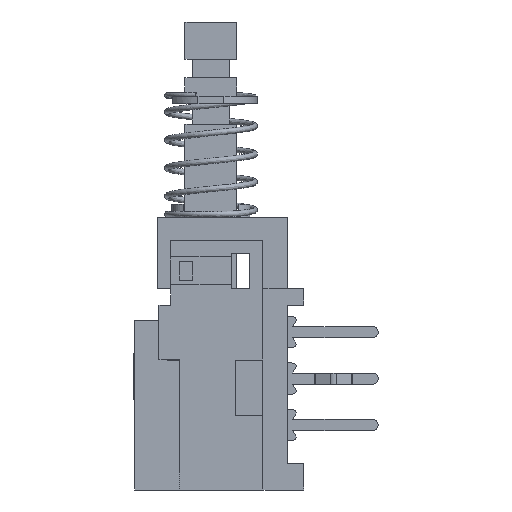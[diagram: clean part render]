
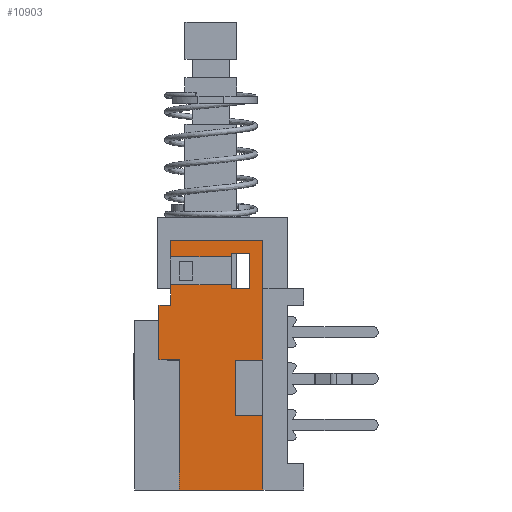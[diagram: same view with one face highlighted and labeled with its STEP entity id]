
A CAD part, left-side view. The second image highlights one B-rep face of the part: STEP entity #10903.
In plain terms, the highlighted planar face has unit normal (-1, 0, 0).
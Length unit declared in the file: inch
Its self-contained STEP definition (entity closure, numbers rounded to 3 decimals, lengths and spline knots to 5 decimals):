
#4036=CARTESIAN_POINT('',(-0.1437,0.08547,-0.12992));
#4037=VERTEX_POINT('',#4036);
#4044=CARTESIAN_POINT('',(-0.1437,-0.04331,-0.12992));
#4045=VERTEX_POINT('',#4044);
#4046=CARTESIAN_POINT('',(-0.1437,-0.04331,-0.12992));
#4047=DIRECTION('',(0.0,1.0,0.0));
#4048=VECTOR('',#4047,0.12878);
#4049=LINE('',#4046,#4048);
#4050=EDGE_CURVE('',#4045,#4037,#4049,.T.);
#4266=CARTESIAN_POINT('',(-0.1437,-0.11024,-0.03543));
#4267=VERTEX_POINT('',#4266);
#4274=CARTESIAN_POINT('',(-0.1437,-0.11024,-0.28937));
#4275=VERTEX_POINT('',#4274);
#4276=CARTESIAN_POINT('',(-0.1437,-0.11024,-0.28937));
#4277=DIRECTION('',(0.0,0.0,1.0));
#4278=VECTOR('',#4277,0.25394);
#4279=LINE('',#4276,#4278);
#4280=EDGE_CURVE('',#4275,#4267,#4279,.T.);
#4298=CARTESIAN_POINT('',(-0.1437,-0.11024,-0.40748));
#4299=VERTEX_POINT('',#4298);
#4306=CARTESIAN_POINT('',(-0.1437,-0.11024,-0.56496));
#4307=VERTEX_POINT('',#4306);
#4308=CARTESIAN_POINT('',(-0.1437,-0.11024,-0.56496));
#4309=DIRECTION('',(0.0,0.0,1.0));
#4310=VECTOR('',#4309,0.15748);
#4311=LINE('',#4308,#4310);
#4312=EDGE_CURVE('',#4307,#4299,#4311,.T.);
#4469=CARTESIAN_POINT('',(-0.1437,0.08547,-0.17323));
#4470=VERTEX_POINT('',#4469);
#4477=CARTESIAN_POINT('',(-0.1437,0.08547,-0.12992));
#4478=DIRECTION('',(0.0,0.0,-1.0));
#4479=VECTOR('',#4478,0.04331);
#4480=LINE('',#4477,#4479);
#4481=EDGE_CURVE('',#4037,#4470,#4480,.T.);
#4677=CARTESIAN_POINT('',(-0.1437,-0.04331,-0.06299));
#4678=VERTEX_POINT('',#4677);
#4687=CARTESIAN_POINT('',(-0.1437,-0.04331,-0.07087));
#4688=VERTEX_POINT('',#4687);
#4689=CARTESIAN_POINT('',(-0.1437,-0.04331,-0.07087));
#4690=DIRECTION('',(0.0,0.0,1.0));
#4691=VECTOR('',#4690,0.00787);
#4692=LINE('',#4689,#4691);
#4693=EDGE_CURVE('',#4688,#4678,#4692,.T.);
#4703=CARTESIAN_POINT('',(-0.1437,-0.04331,-0.1378));
#4704=VERTEX_POINT('',#4703);
#4705=CARTESIAN_POINT('',(-0.1437,-0.04331,-0.1378));
#4706=DIRECTION('',(0.0,0.0,1.0));
#4707=VECTOR('',#4706,0.00787);
#4708=LINE('',#4705,#4707);
#4709=EDGE_CURVE('',#4704,#4045,#4708,.T.);
#5028=CARTESIAN_POINT('',(-0.1437,-0.08268,-0.1378));
#5029=VERTEX_POINT('',#5028);
#5043=CARTESIAN_POINT('',(-0.1437,-0.08268,-0.1378));
#5044=DIRECTION('',(0.0,1.0,0.0));
#5045=VECTOR('',#5044,0.03937);
#5046=LINE('',#5043,#5045);
#5047=EDGE_CURVE('',#5029,#4704,#5046,.T.);
#5088=CARTESIAN_POINT('',(-0.1437,0.11024,-0.17323));
#5089=VERTEX_POINT('',#5088);
#5098=CARTESIAN_POINT('',(-0.1437,0.08547,-0.17323));
#5099=DIRECTION('',(0.0,1.0,0.0));
#5100=VECTOR('',#5099,0.02476);
#5101=LINE('',#5098,#5100);
#5102=EDGE_CURVE('',#4470,#5089,#5101,.T.);
#5151=CARTESIAN_POINT('',(-0.1437,0.08547,-0.07087));
#5152=VERTEX_POINT('',#5151);
#5159=CARTESIAN_POINT('',(-0.1437,0.08547,-0.03543));
#5160=VERTEX_POINT('',#5159);
#5161=CARTESIAN_POINT('',(-0.1437,0.08547,-0.07087));
#5162=DIRECTION('',(0.0,0.0,1.0));
#5163=VECTOR('',#5162,0.03543);
#5164=LINE('',#5161,#5163);
#5165=EDGE_CURVE('',#5152,#5160,#5164,.T.);
#5222=CARTESIAN_POINT('',(-0.1437,0.11024,-0.28937));
#5223=VERTEX_POINT('',#5222);
#5230=CARTESIAN_POINT('',(-0.1437,0.11024,-0.17323));
#5231=DIRECTION('',(0.0,0.0,-1.0));
#5232=VECTOR('',#5231,0.11614);
#5233=LINE('',#5230,#5232);
#5234=EDGE_CURVE('',#5089,#5223,#5233,.T.);
#6275=CARTESIAN_POINT('',(-0.1437,0.08547,-0.07087));
#6276=DIRECTION('',(0.0,-1.0,0.0));
#6277=VECTOR('',#6276,0.12878);
#6278=LINE('',#6275,#6277);
#6279=EDGE_CURVE('',#5152,#4688,#6278,.T.);
#6640=CARTESIAN_POINT('',(-0.1437,-0.05118,-0.28937));
#6641=VERTEX_POINT('',#6640);
#6650=CARTESIAN_POINT('',(-0.1437,-0.05118,-0.28937));
#6651=DIRECTION('',(0.0,-1.0,0.0));
#6652=VECTOR('',#6651,0.05906);
#6653=LINE('',#6650,#6652);
#6654=EDGE_CURVE('',#6641,#4275,#6653,.T.);
#6664=CARTESIAN_POINT('',(-0.1437,-0.05118,-0.40748));
#6665=VERTEX_POINT('',#6664);
#6672=CARTESIAN_POINT('',(-0.1437,-0.11024,-0.40748));
#6673=DIRECTION('',(0.0,1.0,0.0));
#6674=VECTOR('',#6673,0.05906);
#6675=LINE('',#6672,#6674);
#6676=EDGE_CURVE('',#4299,#6665,#6675,.T.);
#6690=CARTESIAN_POINT('',(-0.1437,-0.05118,-0.40748));
#6691=DIRECTION('',(0.0,0.0,1.0));
#6692=VECTOR('',#6691,0.11811);
#6693=LINE('',#6690,#6692);
#6694=EDGE_CURVE('',#6665,#6641,#6693,.T.);
#7184=CARTESIAN_POINT('',(-0.1437,0.06693,-0.28937));
#7185=VERTEX_POINT('',#7184);
#7192=CARTESIAN_POINT('',(-0.1437,0.06693,-0.28937));
#7193=DIRECTION('',(0.0,1.0,0.0));
#7194=VECTOR('',#7193,0.04331);
#7195=LINE('',#7192,#7194);
#7196=EDGE_CURVE('',#7185,#5223,#7195,.T.);
#7208=CARTESIAN_POINT('',(-0.1437,0.06693,-0.56496));
#7209=VERTEX_POINT('',#7208);
#7216=CARTESIAN_POINT('',(-0.1437,0.06693,-0.28937));
#7217=DIRECTION('',(0.0,0.0,-1.0));
#7218=VECTOR('',#7217,0.27559);
#7219=LINE('',#7216,#7218);
#7220=EDGE_CURVE('',#7185,#7209,#7219,.T.);
#7441=CARTESIAN_POINT('',(-0.1437,-0.08268,-0.06299));
#7442=VERTEX_POINT('',#7441);
#7443=CARTESIAN_POINT('',(-0.1437,-0.08268,-0.1378));
#7444=DIRECTION('',(0.0,0.0,1.0));
#7445=VECTOR('',#7444,0.0748);
#7446=LINE('',#7443,#7445);
#7447=EDGE_CURVE('',#5029,#7442,#7446,.T.);
#10660=CARTESIAN_POINT('',(-0.1437,-0.08268,-0.06299));
#10661=DIRECTION('',(0.0,1.0,0.0));
#10662=VECTOR('',#10661,0.03937);
#10663=LINE('',#10660,#10662);
#10664=EDGE_CURVE('',#7442,#4678,#10663,.T.);
#10689=CARTESIAN_POINT('',(-0.1437,-0.11024,-0.03543));
#10690=DIRECTION('',(0.0,1.0,0.0));
#10691=VECTOR('',#10690,0.19571);
#10692=LINE('',#10689,#10691);
#10693=EDGE_CURVE('',#4267,#5160,#10692,.T.);
#10773=CARTESIAN_POINT('',(-0.1437,-0.11024,-0.56496));
#10774=DIRECTION('',(0.0,1.0,0.0));
#10775=VECTOR('',#10774,0.17717);
#10776=LINE('',#10773,#10775);
#10777=EDGE_CURVE('',#4307,#7209,#10776,.T.);
#10876=CARTESIAN_POINT('',(-0.1437,-0.12126,-0.59144));
#10877=DIRECTION('',(-1.0,0.0,0.0));
#10878=DIRECTION('',(0.0,0.0,1.0));
#10879=AXIS2_PLACEMENT_3D('',#10876,#10877,#10878);
#10880=PLANE('',#10879);
#10881=ORIENTED_EDGE('',*,*,#4280,.T.);
#10882=ORIENTED_EDGE('',*,*,#10693,.T.);
#10883=ORIENTED_EDGE('',*,*,#5165,.F.);
#10884=ORIENTED_EDGE('',*,*,#6279,.T.);
#10885=ORIENTED_EDGE('',*,*,#4693,.T.);
#10886=ORIENTED_EDGE('',*,*,#10664,.F.);
#10887=ORIENTED_EDGE('',*,*,#7447,.F.);
#10888=ORIENTED_EDGE('',*,*,#5047,.T.);
#10889=ORIENTED_EDGE('',*,*,#4709,.T.);
#10890=ORIENTED_EDGE('',*,*,#4050,.T.);
#10891=ORIENTED_EDGE('',*,*,#4481,.T.);
#10892=ORIENTED_EDGE('',*,*,#5102,.T.);
#10893=ORIENTED_EDGE('',*,*,#5234,.T.);
#10894=ORIENTED_EDGE('',*,*,#7196,.F.);
#10895=ORIENTED_EDGE('',*,*,#7220,.T.);
#10896=ORIENTED_EDGE('',*,*,#10777,.F.);
#10897=ORIENTED_EDGE('',*,*,#4312,.T.);
#10898=ORIENTED_EDGE('',*,*,#6676,.T.);
#10899=ORIENTED_EDGE('',*,*,#6694,.T.);
#10900=ORIENTED_EDGE('',*,*,#6654,.T.);
#10901=EDGE_LOOP('',(#10881,#10882,#10883,#10884,#10885,#10886,#10887,#10888,#10889,#10890,#10891,#10892,#10893,#10894,#10895,#10896,#10897,#10898,#10899,#10900));
#10902=FACE_OUTER_BOUND('',#10901,.T.);
#10903=ADVANCED_FACE('',(#10902),#10880,.T.);
